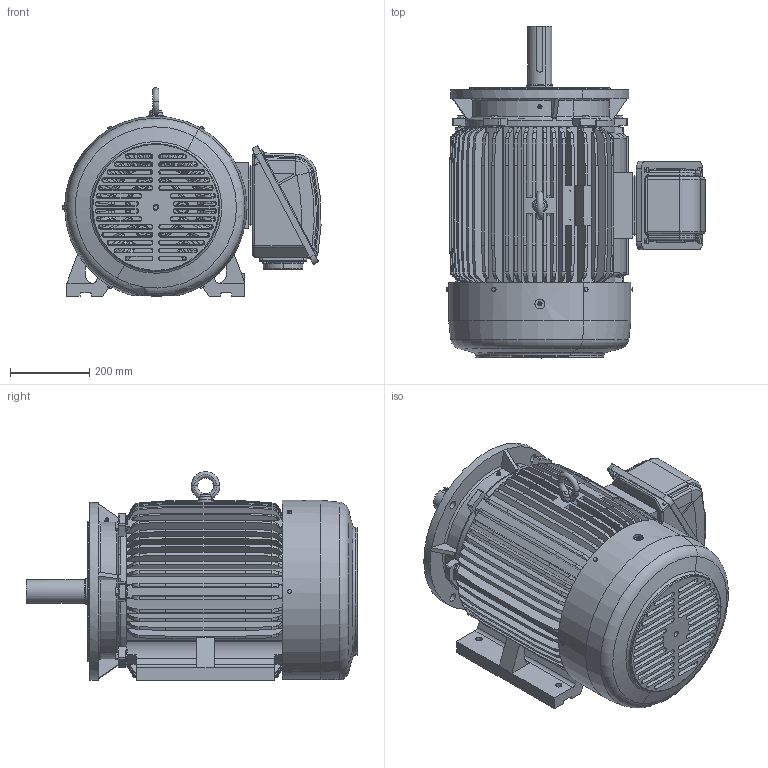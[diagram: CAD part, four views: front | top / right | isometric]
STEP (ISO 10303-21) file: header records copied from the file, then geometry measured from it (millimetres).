
FILE_DESCRIPTION(('CATIA V5 STEP Exchange'),'2;1');
FILE_NAME('364T-HV-DF_AllCATPart.stp','2012-08-25T03:45:57+00:00',('none'),('none'),'CATIA Version 5 Release 19 SP 9 (IN-10)','CATIA V5 STEP AP203','none');
FILE_SCHEMA(('CONFIG_CONTROL_DESIGN'));
Length unit declared in the file: millimetre
Products named in the file (1): 364T-HV-DF_AllCATPart
Bounding box: 652.67 x 839.35 x 528 mm (x, y, z)
Volume: 28552747 mm3; surface area: 5223833.8 mm2
Topology: 48 solids, 48 shells, 3587 faces, 9727 edges, 6275 vertices
Faces by surface type: plane 1225, cylinder 904, torus 757, cone 617, bspline 50, sphere 34
Entity records: 119124 total; most frequent: CARTESIAN_POINT 40745, ORIENTED_EDGE 19354, DIRECTION 10908, EDGE_CURVE 9677, VERTEX_POINT 6275, AXIS2_PLACEMENT_3D 5595, EDGE_LOOP 3900, CIRCLE 3639
